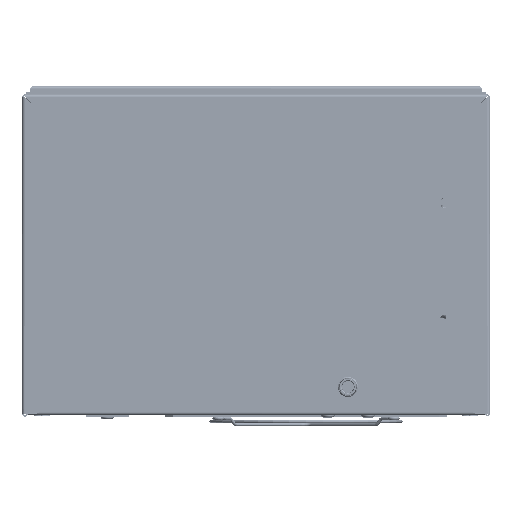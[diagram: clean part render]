
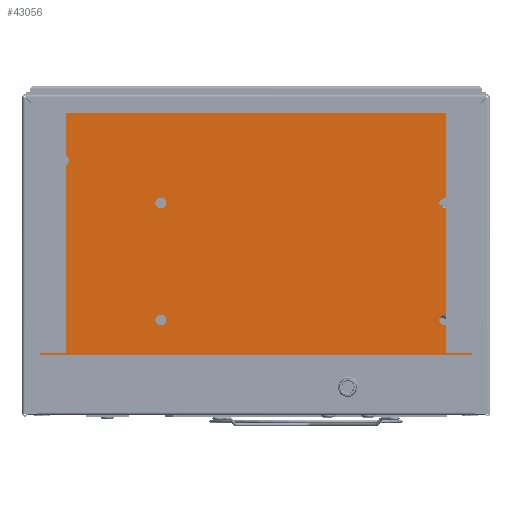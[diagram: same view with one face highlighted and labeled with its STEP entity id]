
A CAD part, front view. The second image highlights one B-rep face of the part: STEP entity #43056.
In plain terms, the highlighted planar face has unit normal (0, -1, 0).
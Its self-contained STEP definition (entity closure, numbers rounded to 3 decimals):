
#42247=CARTESIAN_POINT('',(-115.,0.,45.));
#42248=DIRECTION('',(0.,-1.,0.));
#42249=DIRECTION('',(1.,0.,0.));
#42250=AXIS2_PLACEMENT_3D('',#42247,#42248,#42249);
#42252=CARTESIAN_POINT('',(-115.,0.,45.));
#42253=DIRECTION('',(0.,-1.,0.));
#42254=DIRECTION('',(-1.,0.,0.));
#42255=AXIS2_PLACEMENT_3D('',#42252,#42253,#42254);
#42257=CARTESIAN_POINT('',(-57.,0.,-50.5));
#42258=DIRECTION('',(0.,-1.,0.));
#42259=DIRECTION('',(1.,0.,0.));
#42260=AXIS2_PLACEMENT_3D('',#42257,#42258,#42259);
#42262=CARTESIAN_POINT('',(-57.,0.,-50.5));
#42263=DIRECTION('',(0.,-1.,0.));
#42264=DIRECTION('',(-1.,0.,0.));
#42265=AXIS2_PLACEMENT_3D('',#42262,#42263,#42264);
#42267=CARTESIAN_POINT('',(-57.,0.,19.5));
#42268=DIRECTION('',(0.,-1.,0.));
#42269=DIRECTION('',(1.,0.,0.));
#42270=AXIS2_PLACEMENT_3D('',#42267,#42268,#42269);
#42272=CARTESIAN_POINT('',(-57.,0.,19.5));
#42273=DIRECTION('',(0.,-1.,0.));
#42274=DIRECTION('',(-1.,0.,0.));
#42275=AXIS2_PLACEMENT_3D('',#42272,#42273,#42274);
#42277=CARTESIAN_POINT('',(113.,0.,19.5));
#42278=DIRECTION('',(0.,-1.,0.));
#42279=DIRECTION('',(1.,0.,0.));
#42280=AXIS2_PLACEMENT_3D('',#42277,#42278,#42279);
#42282=CARTESIAN_POINT('',(113.,0.,19.5));
#42283=DIRECTION('',(0.,-1.,0.));
#42284=DIRECTION('',(-1.,0.,0.));
#42285=AXIS2_PLACEMENT_3D('',#42282,#42283,#42284);
#42287=CARTESIAN_POINT('',(113.,0.,-50.5));
#42288=DIRECTION('',(0.,-1.,0.));
#42289=DIRECTION('',(1.,0.,0.));
#42290=AXIS2_PLACEMENT_3D('',#42287,#42288,#42289);
#42292=CARTESIAN_POINT('',(113.,0.,-50.5));
#42293=DIRECTION('',(0.,-1.,0.));
#42294=DIRECTION('',(-1.,0.,0.));
#42295=AXIS2_PLACEMENT_3D('',#42292,#42293,#42294);
#42308=DIRECTION('',(-1.,0.,0.));
#42309=VECTOR('',#42308,270.);
#42310=CARTESIAN_POINT('',(135.,0.,76.5));
#42311=LINE('',#42310,#42309);
#42481=DIRECTION('',(0.,0.,-1.));
#42482=VECTOR('',#42481,153.);
#42483=CARTESIAN_POINT('',(-135.,0.,76.5));
#42484=LINE('',#42483,#42482);
#42516=DIRECTION('',(1.,0.,0.));
#42517=VECTOR('',#42516,270.);
#42518=CARTESIAN_POINT('',(-135.,0.,-76.5));
#42519=LINE('',#42518,#42517);
#42689=DIRECTION('',(0.,0.,1.));
#42690=VECTOR('',#42689,153.);
#42691=CARTESIAN_POINT('',(135.,0.,-76.5));
#42692=LINE('',#42691,#42690);
#42867=CARTESIAN_POINT('',(135.,0.,76.5));
#42868=CARTESIAN_POINT('',(-135.,0.,76.5));
#42869=VERTEX_POINT('',#42867);
#42870=VERTEX_POINT('',#42868);
#42871=CARTESIAN_POINT('',(135.,0.,-76.5));
#42872=VERTEX_POINT('',#42871);
#42873=CARTESIAN_POINT('',(-135.,0.,-76.5));
#42874=VERTEX_POINT('',#42873);
#42875=CARTESIAN_POINT('',(-113.,0.,45.));
#42876=CARTESIAN_POINT('',(-117.,0.,45.));
#42877=VERTEX_POINT('',#42875);
#42878=VERTEX_POINT('',#42876);
#42879=CARTESIAN_POINT('',(-53.75,0.,-50.5));
#42880=CARTESIAN_POINT('',(-60.25,0.,-50.5));
#42881=VERTEX_POINT('',#42879);
#42882=VERTEX_POINT('',#42880);
#42883=CARTESIAN_POINT('',(-53.75,0.,19.5));
#42884=CARTESIAN_POINT('',(-60.25,0.,19.5));
#42885=VERTEX_POINT('',#42883);
#42886=VERTEX_POINT('',#42884);
#42887=CARTESIAN_POINT('',(116.25,0.,19.5));
#42888=CARTESIAN_POINT('',(109.75,0.,19.5));
#42889=VERTEX_POINT('',#42887);
#42890=VERTEX_POINT('',#42888);
#42891=CARTESIAN_POINT('',(116.25,0.,-50.5));
#42892=CARTESIAN_POINT('',(109.75,0.,-50.5));
#42893=VERTEX_POINT('',#42891);
#42894=VERTEX_POINT('',#42892);
#43011=CARTESIAN_POINT('',(0.,0.,0.));
#43012=DIRECTION('',(0.,1.,0.));
#43013=DIRECTION('',(1.,0.,0.));
#43014=AXIS2_PLACEMENT_3D('',#43011,#43012,#43013);
#43015=PLANE('',#43014);
#43017=ORIENTED_EDGE('',*,*,#43016,.F.);
#43019=ORIENTED_EDGE('',*,*,#43018,.F.);
#43021=ORIENTED_EDGE('',*,*,#43020,.F.);
#43023=ORIENTED_EDGE('',*,*,#43022,.F.);
#43024=EDGE_LOOP('',(#43017,#43019,#43021,#43023));
#43025=FACE_OUTER_BOUND('',#43024,.F.);
#43027=ORIENTED_EDGE('',*,*,#43026,.T.);
#43029=ORIENTED_EDGE('',*,*,#43028,.T.);
#43030=EDGE_LOOP('',(#43027,#43029));
#43031=FACE_BOUND('',#43030,.F.);
#43033=ORIENTED_EDGE('',*,*,#43032,.T.);
#43035=ORIENTED_EDGE('',*,*,#43034,.T.);
#43036=EDGE_LOOP('',(#43033,#43035));
#43037=FACE_BOUND('',#43036,.F.);
#43039=ORIENTED_EDGE('',*,*,#43038,.T.);
#43041=ORIENTED_EDGE('',*,*,#43040,.T.);
#43042=EDGE_LOOP('',(#43039,#43041));
#43043=FACE_BOUND('',#43042,.F.);
#43045=ORIENTED_EDGE('',*,*,#43044,.T.);
#43047=ORIENTED_EDGE('',*,*,#43046,.T.);
#43048=EDGE_LOOP('',(#43045,#43047));
#43049=FACE_BOUND('',#43048,.F.);
#43051=ORIENTED_EDGE('',*,*,#43050,.T.);
#43053=ORIENTED_EDGE('',*,*,#43052,.T.);
#43054=EDGE_LOOP('',(#43051,#43053));
#43055=FACE_BOUND('',#43054,.F.);
#43056=ADVANCED_FACE('',(#43025,#43031,#43037,#43043,#43049,#43055),#43015,.F.);
#42251=CIRCLE('',#42250,2.);
#42256=CIRCLE('',#42255,2.);
#42261=CIRCLE('',#42260,3.25);
#42266=CIRCLE('',#42265,3.25);
#42271=CIRCLE('',#42270,3.25);
#42276=CIRCLE('',#42275,3.25);
#42281=CIRCLE('',#42280,3.25);
#42286=CIRCLE('',#42285,3.25);
#42291=CIRCLE('',#42290,3.25);
#42296=CIRCLE('',#42295,3.25);
#43016=EDGE_CURVE('',#42869,#42870,#42311,.T.);
#43018=EDGE_CURVE('',#42872,#42869,#42692,.T.);
#43020=EDGE_CURVE('',#42874,#42872,#42519,.T.);
#43022=EDGE_CURVE('',#42870,#42874,#42484,.T.);
#43026=EDGE_CURVE('',#42877,#42878,#42251,.T.);
#43028=EDGE_CURVE('',#42878,#42877,#42256,.T.);
#43032=EDGE_CURVE('',#42881,#42882,#42261,.T.);
#43034=EDGE_CURVE('',#42882,#42881,#42266,.T.);
#43038=EDGE_CURVE('',#42885,#42886,#42271,.T.);
#43040=EDGE_CURVE('',#42886,#42885,#42276,.T.);
#43044=EDGE_CURVE('',#42889,#42890,#42281,.T.);
#43046=EDGE_CURVE('',#42890,#42889,#42286,.T.);
#43050=EDGE_CURVE('',#42893,#42894,#42291,.T.);
#43052=EDGE_CURVE('',#42894,#42893,#42296,.T.);
